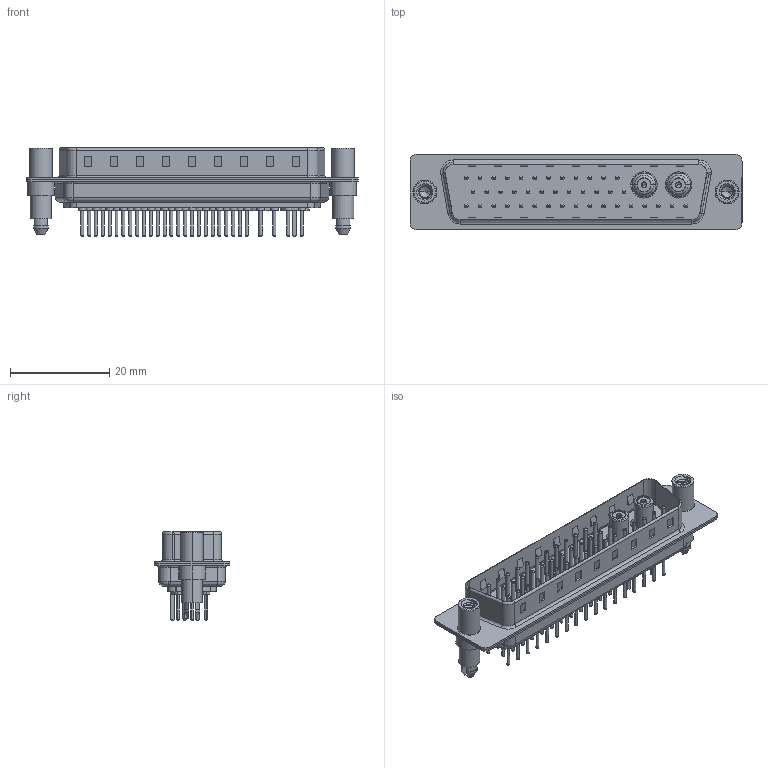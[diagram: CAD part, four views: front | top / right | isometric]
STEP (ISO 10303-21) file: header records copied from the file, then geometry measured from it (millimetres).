
FILE_DESCRIPTION (( 'STEP AP203' ), '1' );
FILE_NAME ('627-43W2224-5N6.STEP', '2019-06-20T00:37:13', ( '' ), ( '' ), 'SwSTEP 2.0', 'SolidWorks 2016', '' );
FILE_SCHEMA (( 'CONFIG_CONTROL_DESIGN' ));
Length unit declared in the file: millimetre
Products named in the file (14): Insulator Socket 2; Locking Collar; 627Combo Housing_43W2; Socket_Str; 627Combo Shell Rear_50 Contacts; Co-Ax Jack Assy_St; 627Combo Shell Front_50 Contacts; 627Combo Contact Row 1_24; 627Combo Threaded Standoff and Boardlock_6; 627Combo Contact Row 2_24; Co-Ax Jack_Straight PC Tail; 627Combo Contact Row 3_24; Insulator Socket; 627-43W2224-5N6
Assembly tree (53 placements, depth 3):
  627-43W2224-5N6
    627Combo Housing_43W2
    627Combo Shell Rear_50 Contacts
    627Combo Shell Front_50 Contacts
    627Combo Threaded Standoff and Boardlock_6  x2
    Co-Ax Jack Assy_St  x2
      Co-Ax Jack_Straight PC Tail
      Insulator Socket
      Insulator Socket 2
      Locking Collar
      Socket_Str
    627Combo Contact Row 1_24  x12
    627Combo Contact Row 2_24  x12
    627Combo Contact Row 3_24  x17
Bounding box: 67 x 15.3 x 17.9 mm (x, y, z)
Volume: 4908 mm3; surface area: 12013.2 mm2
Topology: 56 solids, 56 shells, 2203 faces, 4717 edges, 2864 vertices
Faces by surface type: cylinder 837, torus 714, plane 602, cone 36, bspline 10, sphere 4
Entity records: 31225 total; most frequent: CARTESIAN_POINT 5900, DIRECTION 5176, ORIENTED_EDGE 4398, EDGE_CURVE 2199, AXIS2_PLACEMENT_3D 2065, VERTEX_POINT 1407, EDGE_LOOP 1196, CIRCLE 1077
